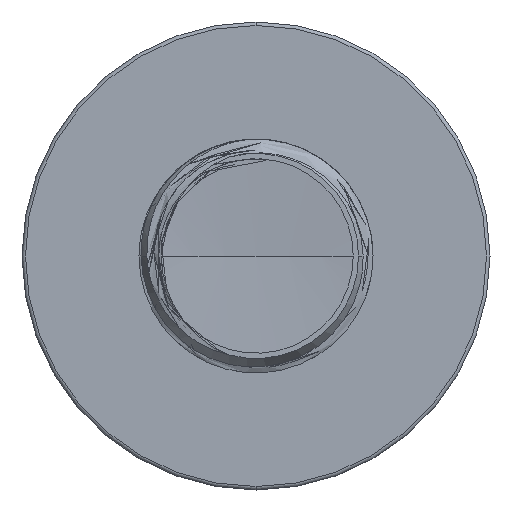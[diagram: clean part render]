
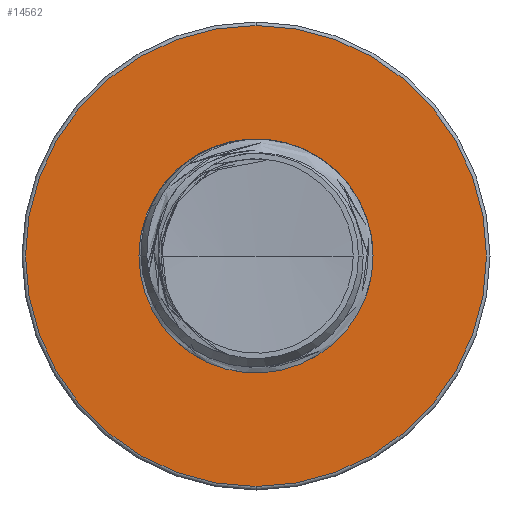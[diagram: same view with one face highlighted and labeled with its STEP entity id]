
A CAD part, front view. The second image highlights one B-rep face of the part: STEP entity #14562.
In plain terms, the highlighted planar face has unit normal (0, -1, 0).
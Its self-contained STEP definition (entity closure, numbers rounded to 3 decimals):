
#1326 = CARTESIAN_POINT ( 'NONE',  ( 0., 25., 7.88 ) ) ;
#1355 = DIRECTION ( 'NONE',  ( 0., 0., -1. ) ) ;
#3079 = CARTESIAN_POINT ( 'NONE',  ( 0., 25., -3.99 ) ) ;
#7330 = EDGE_LOOP ( 'NONE', ( #23260, #10728 ) ) ;
#7714 = VERTEX_POINT ( 'NONE', #24164 ) ;
#9780 = CARTESIAN_POINT ( 'NONE',  ( 0., 25., 0. ) ) ;
#10462 = AXIS2_PLACEMENT_3D ( 'NONE', #40849, #21223, #1355 ) ;
#10728 = ORIENTED_EDGE ( 'NONE', *, *, #27451, .F. ) ;
#10970 = ORIENTED_EDGE ( 'NONE', *, *, #30229, .T. ) ;
#11526 = CIRCLE ( 'NONE', #10462, 7.88 ) ;
#12146 = DIRECTION ( 'NONE',  ( 0., 0., -1. ) ) ;
#13146 = DIRECTION ( 'NONE',  ( 0., 0., -1. ) ) ;
#14562 = ADVANCED_FACE ( 'NONE', ( #24359, #15659 ), #28473, .T. ) ;
#15202 = CARTESIAN_POINT ( 'NONE',  ( 0., 25., 0. ) ) ;
#15659 = FACE_BOUND ( 'NONE', #7330, .T. ) ;
#16179 = CARTESIAN_POINT ( 'NONE',  ( 0., 25., 0. ) ) ;
#17171 = AXIS2_PLACEMENT_3D ( 'NONE', #16179, #39094, #19472 ) ;
#18496 = DIRECTION ( 'NONE',  ( 0., 0., -1. ) ) ;
#19472 = DIRECTION ( 'NONE',  ( 0., 0., -1. ) ) ;
#21223 = DIRECTION ( 'NONE',  ( 0., -1., 0. ) ) ;
#22167 = CARTESIAN_POINT ( 'NONE',  ( 0., 25., 3.99 ) ) ;
#23260 = ORIENTED_EDGE ( 'NONE', *, *, #37083, .F. ) ;
#24164 = CARTESIAN_POINT ( 'NONE',  ( 0., 25., -7.88 ) ) ;
#24359 = FACE_OUTER_BOUND ( 'NONE', #32141, .T. ) ;
#27451 = EDGE_CURVE ( 'NONE', #38611, #31873, #29541, .T. ) ;
#28341 = AXIS2_PLACEMENT_3D ( 'NONE', #9780, #32769, #13146 ) ;
#28473 = PLANE ( 'NONE',  #35273 ) ;
#29541 = CIRCLE ( 'NONE', #31296, 3.99 ) ;
#30229 = EDGE_CURVE ( 'NONE', #42086, #7714, #11526, .T. ) ;
#31296 = AXIS2_PLACEMENT_3D ( 'NONE', #15202, #38109, #18496 ) ;
#31789 = DIRECTION ( 'NONE',  ( 0., -1., 0. ) ) ;
#31873 = VERTEX_POINT ( 'NONE', #3079 ) ;
#32141 = EDGE_LOOP ( 'NONE', ( #41455, #10970 ) ) ;
#32769 = DIRECTION ( 'NONE',  ( 0., -1., 0. ) ) ;
#35273 = AXIS2_PLACEMENT_3D ( 'NONE', #41107, #31789, #12146 ) ;
#37083 = EDGE_CURVE ( 'NONE', #31873, #38611, #37165, .T. ) ;
#37165 = CIRCLE ( 'NONE', #28341, 3.99 ) ;
#38109 = DIRECTION ( 'NONE',  ( 0., -1., 0. ) ) ;
#38111 = CIRCLE ( 'NONE', #17171, 7.88 ) ;
#38611 = VERTEX_POINT ( 'NONE', #22167 ) ;
#39094 = DIRECTION ( 'NONE',  ( 0., -1., 0. ) ) ;
#40849 = CARTESIAN_POINT ( 'NONE',  ( 0., 25., 0. ) ) ;
#41107 = CARTESIAN_POINT ( 'NONE',  ( 0., 25., 3.99 ) ) ;
#41189 = EDGE_CURVE ( 'NONE', #7714, #42086, #38111, .T. ) ;
#41455 = ORIENTED_EDGE ( 'NONE', *, *, #41189, .T. ) ;
#42086 = VERTEX_POINT ( 'NONE', #1326 ) ;
